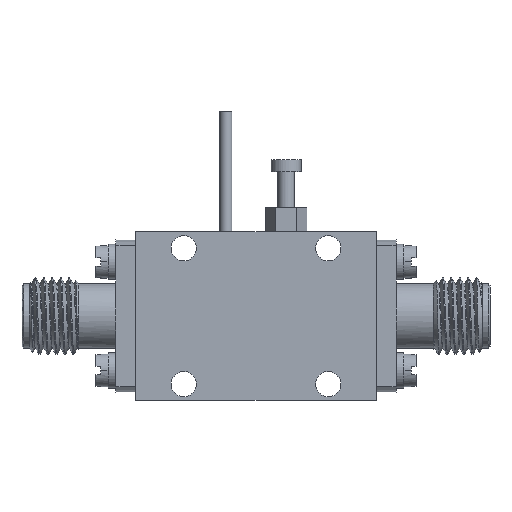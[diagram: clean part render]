
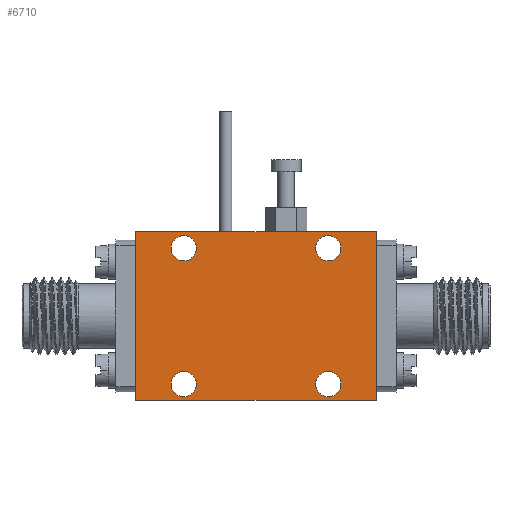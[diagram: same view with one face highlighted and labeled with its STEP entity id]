
A CAD part, front view. The second image highlights one B-rep face of the part: STEP entity #6710.
In plain terms, the highlighted planar face has unit normal (0, -1, 0).
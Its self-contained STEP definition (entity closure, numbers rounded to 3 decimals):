
#123 = CARTESIAN_POINT ( 'NONE',  ( 6., 0., 5.65 ) ) ;
#469 = PLANE ( 'NONE',  #17630 ) ;
#751 = CARTESIAN_POINT ( 'NONE',  ( -6., 0., 5.65 ) ) ;
#867 = DIRECTION ( 'NONE',  ( 0., 1., 0. ) ) ;
#896 = EDGE_CURVE ( 'NONE', #2208, #16761, #22561, .T. ) ;
#916 = FACE_BOUND ( 'NONE', #11478, .T. ) ;
#1052 = AXIS2_PLACEMENT_3D ( 'NONE', #17822, #9298, #19541 ) ;
#1070 = CIRCLE ( 'NONE', #17971, 1.05 ) ;
#1599 = CARTESIAN_POINT ( 'NONE',  ( 10., 0., -7. ) ) ;
#1838 = LINE ( 'NONE', #8857, #14773 ) ;
#1858 = VECTOR ( 'NONE', #17161, 1000. ) ;
#2042 = EDGE_CURVE ( 'NONE', #4209, #2208, #8958, .T. ) ;
#2119 = CARTESIAN_POINT ( 'NONE',  ( 6., 0., -6.7 ) ) ;
#2158 = EDGE_CURVE ( 'NONE', #13375, #22628, #22735, .T. ) ;
#2208 = VERTEX_POINT ( 'NONE', #11822 ) ;
#2225 = ORIENTED_EDGE ( 'NONE', *, *, #8955, .T. ) ;
#2616 = EDGE_CURVE ( 'NONE', #13256, #4990, #1070, .T. ) ;
#2873 = VERTEX_POINT ( 'NONE', #9697 ) ;
#2923 = AXIS2_PLACEMENT_3D ( 'NONE', #16553, #13221, #5833 ) ;
#3384 = CARTESIAN_POINT ( 'NONE',  ( -10., 0., -7. ) ) ;
#3745 = VERTEX_POINT ( 'NONE', #22520 ) ;
#3825 = ORIENTED_EDGE ( 'NONE', *, *, #2616, .T. ) ;
#3845 = ORIENTED_EDGE ( 'NONE', *, *, #8688, .T. ) ;
#3867 = EDGE_CURVE ( 'NONE', #2873, #8064, #11023, .T. ) ;
#4102 = CARTESIAN_POINT ( 'NONE',  ( 6., 0., 6.7 ) ) ;
#4209 = VERTEX_POINT ( 'NONE', #3384 ) ;
#4225 = EDGE_LOOP ( 'NONE', ( #6730, #3845 ) ) ;
#4538 = DIRECTION ( 'NONE',  ( 0., 0., 1. ) ) ;
#4737 = CIRCLE ( 'NONE', #2923, 1.05 ) ;
#4954 = CARTESIAN_POINT ( 'NONE',  ( -10., 0., -7. ) ) ;
#4990 = VERTEX_POINT ( 'NONE', #22748 ) ;
#5234 = AXIS2_PLACEMENT_3D ( 'NONE', #21409, #12658, #20111 ) ;
#5302 = ORIENTED_EDGE ( 'NONE', *, *, #17055, .T. ) ;
#5367 = CARTESIAN_POINT ( 'NONE',  ( -10., 0., -7. ) ) ;
#5572 = CARTESIAN_POINT ( 'NONE',  ( -6., 0., 5.65 ) ) ;
#5833 = DIRECTION ( 'NONE',  ( 0., 0., 1. ) ) ;
#5849 = FACE_BOUND ( 'NONE', #14785, .T. ) ;
#6349 = EDGE_LOOP ( 'NONE', ( #8101, #10095, #14811, #22092 ) ) ;
#6710 = ADVANCED_FACE ( 'NONE', ( #5849, #9315, #916, #18408, #20120 ), #469, .T. ) ;
#6730 = ORIENTED_EDGE ( 'NONE', *, *, #20648, .T. ) ;
#6900 = VECTOR ( 'NONE', #21051, 1000. ) ;
#7123 = ORIENTED_EDGE ( 'NONE', *, *, #3867, .T. ) ;
#7162 = CARTESIAN_POINT ( 'NONE',  ( 6., 0., -4.6 ) ) ;
#7174 = CARTESIAN_POINT ( 'NONE',  ( 6., 0., 5.65 ) ) ;
#7507 = DIRECTION ( 'NONE',  ( 0., 1., 0. ) ) ;
#8064 = VERTEX_POINT ( 'NONE', #4102 ) ;
#8101 = ORIENTED_EDGE ( 'NONE', *, *, #2042, .T. ) ;
#8688 = EDGE_CURVE ( 'NONE', #15112, #3745, #4737, .T. ) ;
#8825 = CIRCLE ( 'NONE', #18008, 1.05 ) ;
#8857 = CARTESIAN_POINT ( 'NONE',  ( -10., 0., 7. ) ) ;
#8918 = CIRCLE ( 'NONE', #21787, 1.05 ) ;
#8955 = EDGE_CURVE ( 'NONE', #4990, #13256, #8825, .T. ) ;
#8958 = LINE ( 'NONE', #5367, #6900 ) ;
#9298 = DIRECTION ( 'NONE',  ( 0., 1., 0. ) ) ;
#9315 = FACE_BOUND ( 'NONE', #4225, .T. ) ;
#9529 = CARTESIAN_POINT ( 'NONE',  ( -6., 0., -5.65 ) ) ;
#9664 = DIRECTION ( 'NONE',  ( 0., 0., -1. ) ) ;
#9697 = CARTESIAN_POINT ( 'NONE',  ( 6., 0., 4.6 ) ) ;
#9771 = VERTEX_POINT ( 'NONE', #22531 ) ;
#10095 = ORIENTED_EDGE ( 'NONE', *, *, #896, .T. ) ;
#10147 = LINE ( 'NONE', #4954, #1858 ) ;
#10474 = DIRECTION ( 'NONE',  ( 0., 1., 0. ) ) ;
#11023 = CIRCLE ( 'NONE', #15072, 1.05 ) ;
#11196 = CARTESIAN_POINT ( 'NONE',  ( -6., 0., -6.7 ) ) ;
#11478 = EDGE_LOOP ( 'NONE', ( #19983, #16193 ) ) ;
#11822 = CARTESIAN_POINT ( 'NONE',  ( 10., 0., -7. ) ) ;
#12082 = EDGE_LOOP ( 'NONE', ( #5302, #7123 ) ) ;
#12486 = DIRECTION ( 'NONE',  ( 0., 1., 0. ) ) ;
#12658 = DIRECTION ( 'NONE',  ( 0., 1., 0. ) ) ;
#12896 = DIRECTION ( 'NONE',  ( 0., -1., 0. ) ) ;
#13221 = DIRECTION ( 'NONE',  ( 0., 1., 0. ) ) ;
#13256 = VERTEX_POINT ( 'NONE', #22306 ) ;
#13375 = VERTEX_POINT ( 'NONE', #2119 ) ;
#13805 = DIRECTION ( 'NONE',  ( 0., 0., 1. ) ) ;
#14773 = VECTOR ( 'NONE', #15889, 1000. ) ;
#14785 = EDGE_LOOP ( 'NONE', ( #2225, #3825 ) ) ;
#14811 = ORIENTED_EDGE ( 'NONE', *, *, #17031, .F. ) ;
#14859 = CARTESIAN_POINT ( 'NONE',  ( 10., 0., 7. ) ) ;
#15072 = AXIS2_PLACEMENT_3D ( 'NONE', #7174, #7507, #19488 ) ;
#15112 = VERTEX_POINT ( 'NONE', #11196 ) ;
#15198 = EDGE_CURVE ( 'NONE', #4209, #9771, #10147, .T. ) ;
#15469 = AXIS2_PLACEMENT_3D ( 'NONE', #123, #10474, #17485 ) ;
#15889 = DIRECTION ( 'NONE',  ( 1., 0., 0. ) ) ;
#16193 = ORIENTED_EDGE ( 'NONE', *, *, #2158, .T. ) ;
#16553 = CARTESIAN_POINT ( 'NONE',  ( -6., 0., -5.65 ) ) ;
#16557 = DIRECTION ( 'NONE',  ( 0., 1., 0. ) ) ;
#16761 = VERTEX_POINT ( 'NONE', #14859 ) ;
#17031 = EDGE_CURVE ( 'NONE', #9771, #16761, #1838, .T. ) ;
#17055 = EDGE_CURVE ( 'NONE', #8064, #2873, #22450, .T. ) ;
#17161 = DIRECTION ( 'NONE',  ( 0., 0., 1. ) ) ;
#17485 = DIRECTION ( 'NONE',  ( 0., 0., 1. ) ) ;
#17630 = AXIS2_PLACEMENT_3D ( 'NONE', #21418, #12896, #9664 ) ;
#17822 = CARTESIAN_POINT ( 'NONE',  ( 6., 0., -5.65 ) ) ;
#17971 = AXIS2_PLACEMENT_3D ( 'NONE', #751, #867, #4538 ) ;
#18008 = AXIS2_PLACEMENT_3D ( 'NONE', #5572, #12486, #19498 ) ;
#18408 = FACE_BOUND ( 'NONE', #12082, .T. ) ;
#19488 = DIRECTION ( 'NONE',  ( 0., 0., 1. ) ) ;
#19498 = DIRECTION ( 'NONE',  ( 0., 0., 1. ) ) ;
#19541 = DIRECTION ( 'NONE',  ( 0., 0., 1. ) ) ;
#19983 = ORIENTED_EDGE ( 'NONE', *, *, #20651, .T. ) ;
#20111 = DIRECTION ( 'NONE',  ( 0., 0., 1. ) ) ;
#20120 = FACE_OUTER_BOUND ( 'NONE', #6349, .T. ) ;
#20648 = EDGE_CURVE ( 'NONE', #3745, #15112, #8918, .T. ) ;
#20651 = EDGE_CURVE ( 'NONE', #22628, #13375, #21046, .T. ) ;
#21046 = CIRCLE ( 'NONE', #5234, 1.05 ) ;
#21051 = DIRECTION ( 'NONE',  ( 1., 0., 0. ) ) ;
#21409 = CARTESIAN_POINT ( 'NONE',  ( 6., 0., -5.65 ) ) ;
#21418 = CARTESIAN_POINT ( 'NONE',  ( 0., 0., 0. ) ) ;
#21739 = VECTOR ( 'NONE', #13805, 1000. ) ;
#21787 = AXIS2_PLACEMENT_3D ( 'NONE', #9529, #16557, #21855 ) ;
#21855 = DIRECTION ( 'NONE',  ( 0., 0., 1. ) ) ;
#22092 = ORIENTED_EDGE ( 'NONE', *, *, #15198, .F. ) ;
#22306 = CARTESIAN_POINT ( 'NONE',  ( -6., 0., 4.6 ) ) ;
#22450 = CIRCLE ( 'NONE', #15469, 1.05 ) ;
#22520 = CARTESIAN_POINT ( 'NONE',  ( -6., 0., -4.6 ) ) ;
#22531 = CARTESIAN_POINT ( 'NONE',  ( -10., 0., 7. ) ) ;
#22561 = LINE ( 'NONE', #1599, #21739 ) ;
#22628 = VERTEX_POINT ( 'NONE', #7162 ) ;
#22735 = CIRCLE ( 'NONE', #1052, 1.05 ) ;
#22748 = CARTESIAN_POINT ( 'NONE',  ( -6., 0., 6.7 ) ) ;
